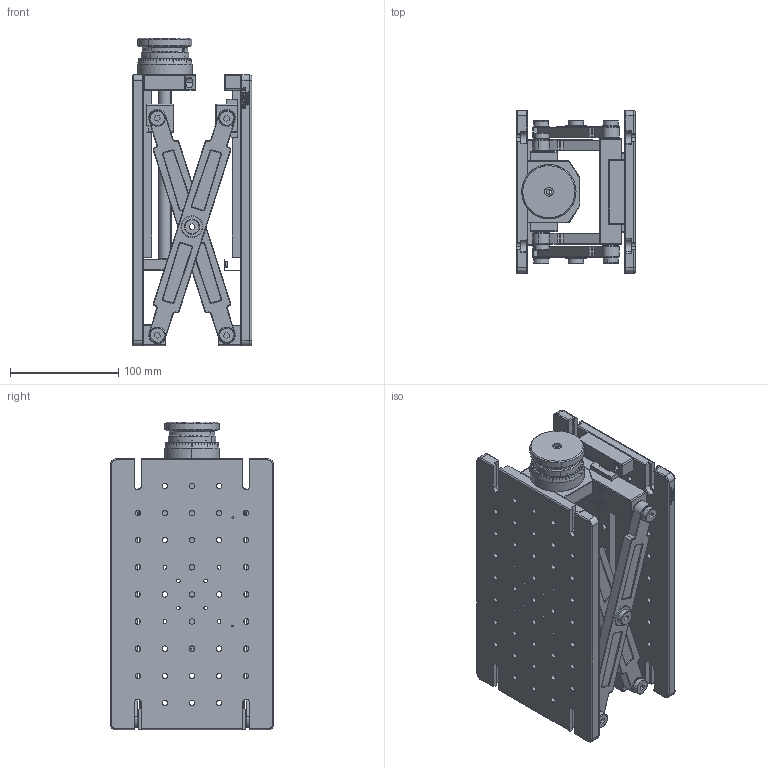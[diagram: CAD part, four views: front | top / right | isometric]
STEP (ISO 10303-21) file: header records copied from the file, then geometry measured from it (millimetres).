
FILE_DESCRIPTION (( 'STEP AP203' ), '1' );
FILE_NAME ('OMHA120A-00.STEP', '2020-07-22T08:05:16', ( 'User' ), ( 'China' ), 'SwSTEP 2.0', 'SolidWorks 2018', '' );
FILE_SCHEMA (( 'CONFIG_CONTROL_DESIGN' ));
Products named in the file (1): OMHA120A-00
Bounding box: 110 x 150 x 284 mm (x, y, z)
Surface area: 299594 mm2 (no closed solid volume)
Topology: 0 solids, 58 shells, 1375 faces, 4809 edges, 3351 vertices
Faces by surface type: cylinder 602, plane 454, torus 254, cone 44, sphere 11, bspline 10
Entity records: 55166 total; most frequent: CARTESIAN_POINT 12768, DIRECTION 9530, ORIENTED_EDGE 7682, EDGE_CURVE 4774, AXIS2_PLACEMENT_3D 3596, VERTEX_POINT 3351, LINE 2338, VECTOR 2338
